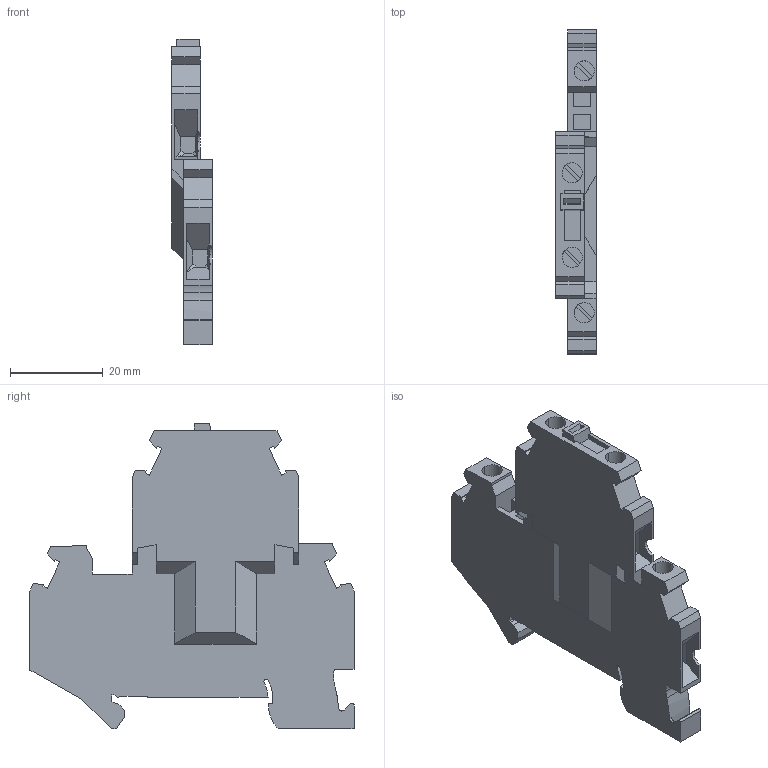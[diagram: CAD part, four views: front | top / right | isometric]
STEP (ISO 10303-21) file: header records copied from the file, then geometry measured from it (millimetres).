
FILE_DESCRIPTION(('STEP AP214'),'1');
FILE_NAME('cctmp_A0B5B8A0-F73E-477C-BBFE-B54C16A495A1_2023_07_24_09_27_51_0551..stp','2023-07-24T07:27:51',('SIEMENS A&D'),('CADClick - www.CADClick.com'),'Spatial InterOp 3D postprocessed',' ','unknown authorization');
FILE_SCHEMA(('AUTOMOTIVE_DESIGN'));
Length unit declared in the file: millimetre
Products named in the file (1): 2023_07_24_09_27_51_0534
Bounding box: 8.72 x 69.9 x 65.95 mm (x, y, z)
Volume: 16206.4 mm3; surface area: 9974.1 mm2
Topology: 1 solids, 1 shells, 277 faces, 779 edges, 511 vertices
Faces by surface type: plane 246, cylinder 31
Entity records: 9659 total; most frequent: CARTESIAN_POINT 1568, ORIENTED_EDGE 1558, DIRECTION 1416, EDGE_CURVE 779, LINE 698, VECTOR 698, VERTEX_POINT 511, AXIS2_PLACEMENT_3D 359
